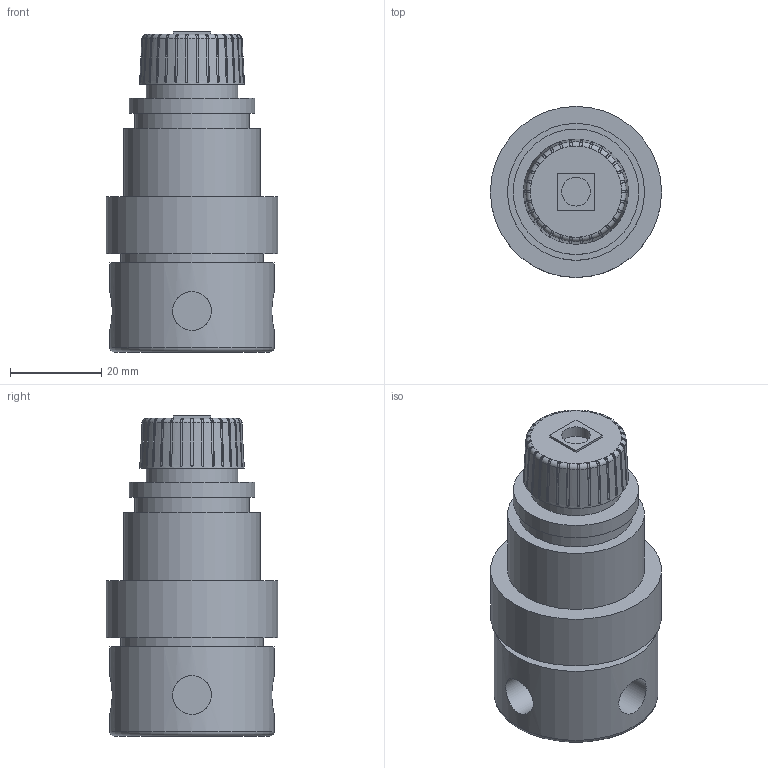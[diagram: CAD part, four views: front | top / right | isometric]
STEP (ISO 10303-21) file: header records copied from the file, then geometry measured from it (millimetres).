
FILE_DESCRIPTION(/* description */ ('Secondary Regulator'),/* implementation_level */ '2;1');
FILE_NAME(/* name */ 'Pneumatics_Monnier_101-3002-1.ipt.step',/* time_stamp */ '2014-01-01T17:41:56-08:00',/* author */ ('Autodesk, Inc.'),/* organization */ (''),/* preprocessor_version */ 'ST-DEVELOPER v15.2',/* originating_system */ 'Autodesk Inventor 2014',/* authorisation */ '');
FILE_SCHEMA (('AUTOMOTIVE_DESIGN { 1 0 10303 214 3 1 1 }'));
Length unit declared in the file: millimetre
Products named in the file (1): Pneumatics_Monnier_101-3002-1
Bounding box: 37.5 x 37.5 x 70.1 mm (x, y, z)
Volume: 52362.7 mm3; surface area: 11013.2 mm2
Topology: 1 solids, 1 shells, 363 faces, 1052 edges, 703 vertices
Faces by surface type: plane 169, cylinder 162, torus 31, cone 1
Full cylindrical faces by diameter (mm): 6.3 x1, 8.5 x4, 20 x1, 25 x1, 27.5 x1, 30 x1, 31.307 x1, 36 x1, 37.5 x1
Entity records: 14037 total; most frequent: CARTESIAN_POINT 4698, ORIENTED_EDGE 2064, DIRECTION 1804, EDGE_CURVE 1032, VERTEX_POINT 698, AXIS2_PLACEMENT_3D 656, LINE 492, VECTOR 492
